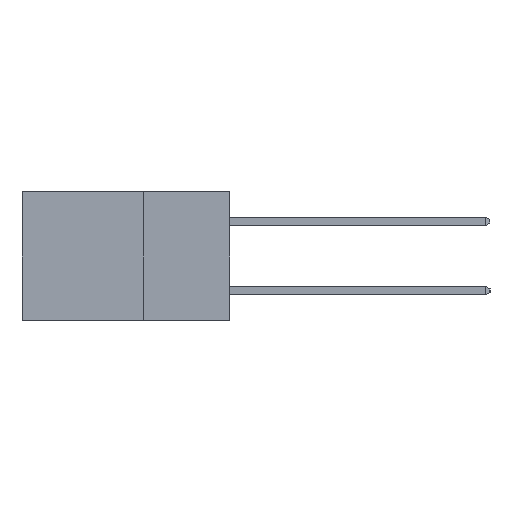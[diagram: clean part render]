
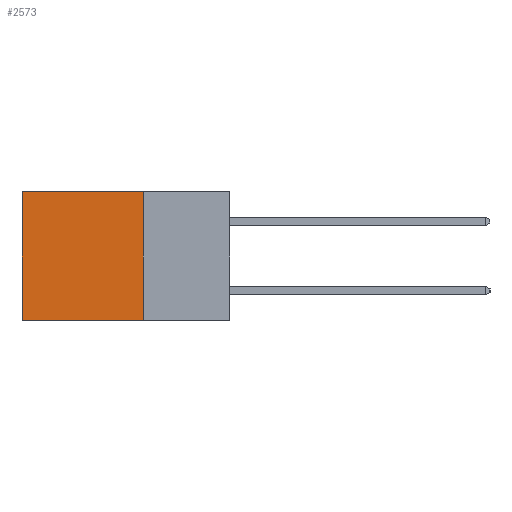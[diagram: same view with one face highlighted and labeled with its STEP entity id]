
A CAD part, left-side view. The second image highlights one B-rep face of the part: STEP entity #2573.
In plain terms, the highlighted planar face has unit normal (-1, 0, 0).
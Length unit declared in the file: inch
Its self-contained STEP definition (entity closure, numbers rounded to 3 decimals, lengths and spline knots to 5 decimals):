
#985 = EDGE_CURVE ( 'NONE', #4699, #8742, #8177, .T. ) ;
#1244 = VERTEX_POINT ( 'NONE', #5940 ) ;
#1708 = EDGE_CURVE ( 'NONE', #12097, #1244, #10262, .T. ) ;
#1925 = EDGE_CURVE ( 'NONE', #8742, #1244, #4483, .T. ) ;
#2573 = ADVANCED_FACE ( 'NONE', ( #3742 ), #12664, .F. ) ;
#3074 = DIRECTION ( 'NONE',  ( 0., 1., 0. ) ) ;
#3742 = FACE_OUTER_BOUND ( 'NONE', #7161, .T. ) ;
#3944 = VECTOR ( 'NONE', #14632, 39.37008 ) ;
#4070 = CARTESIAN_POINT ( 'NONE',  ( 0.2615, 0.25, -0.37 ) ) ;
#4483 = LINE ( 'NONE', #7255, #13064 ) ;
#4691 = VECTOR ( 'NONE', #10244, 39.37008 ) ;
#4699 = VERTEX_POINT ( 'NONE', #11518 ) ;
#5940 = CARTESIAN_POINT ( 'NONE',  ( 0.2615, 0.6, -0.37 ) ) ;
#6402 = EDGE_CURVE ( 'NONE', #4699, #12097, #12863, .T. ) ;
#7161 = EDGE_LOOP ( 'NONE', ( #12918, #13014, #13090, #13682 ) ) ;
#7203 = AXIS2_PLACEMENT_3D ( 'NONE', #12574, #12550, #12483 ) ;
#7255 = CARTESIAN_POINT ( 'NONE',  ( 0.2615, 0.6, -0.37 ) ) ;
#7611 = CARTESIAN_POINT ( 'NONE',  ( 0.2615, 0.25, -0.37 ) ) ;
#7623 = DIRECTION ( 'NONE',  ( 0., 0., -1. ) ) ;
#8177 = LINE ( 'NONE', #10446, #4691 ) ;
#8742 = VERTEX_POINT ( 'NONE', #11577 ) ;
#10244 = DIRECTION ( 'NONE',  ( 0., 1., 0. ) ) ;
#10262 = LINE ( 'NONE', #4070, #14611 ) ;
#10446 = CARTESIAN_POINT ( 'NONE',  ( 0.2615, 0.25, 0. ) ) ;
#11518 = CARTESIAN_POINT ( 'NONE',  ( 0.2615, 0.25, 0. ) ) ;
#11577 = CARTESIAN_POINT ( 'NONE',  ( 0.2615, 0.6, 0. ) ) ;
#12097 = VERTEX_POINT ( 'NONE', #7611 ) ;
#12483 = DIRECTION ( 'NONE',  ( 0., 0., -1. ) ) ;
#12550 = DIRECTION ( 'NONE',  ( 1., 0., 0. ) ) ;
#12574 = CARTESIAN_POINT ( 'NONE',  ( 0.2615, 0.25, -0.37 ) ) ;
#12664 = PLANE ( 'NONE',  #7203 ) ;
#12863 = LINE ( 'NONE', #13932, #3944 ) ;
#12918 = ORIENTED_EDGE ( 'NONE', *, *, #1925, .T. ) ;
#13014 = ORIENTED_EDGE ( 'NONE', *, *, #1708, .F. ) ;
#13064 = VECTOR ( 'NONE', #7623, 39.37008 ) ;
#13090 = ORIENTED_EDGE ( 'NONE', *, *, #6402, .F. ) ;
#13682 = ORIENTED_EDGE ( 'NONE', *, *, #985, .T. ) ;
#13932 = CARTESIAN_POINT ( 'NONE',  ( 0.2615, 0.25, -0.37 ) ) ;
#14611 = VECTOR ( 'NONE', #3074, 39.37008 ) ;
#14632 = DIRECTION ( 'NONE',  ( 0., 0., -1. ) ) ;
